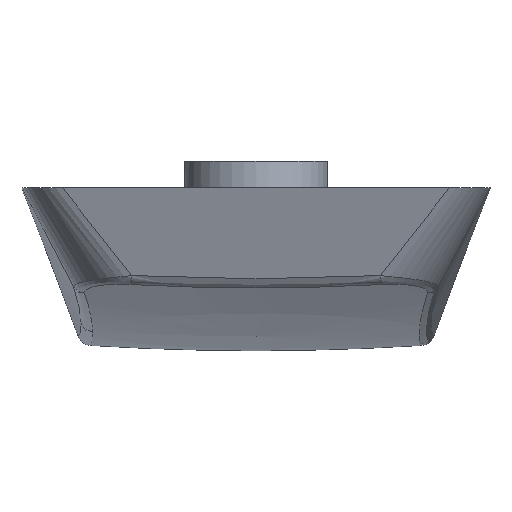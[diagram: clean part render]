
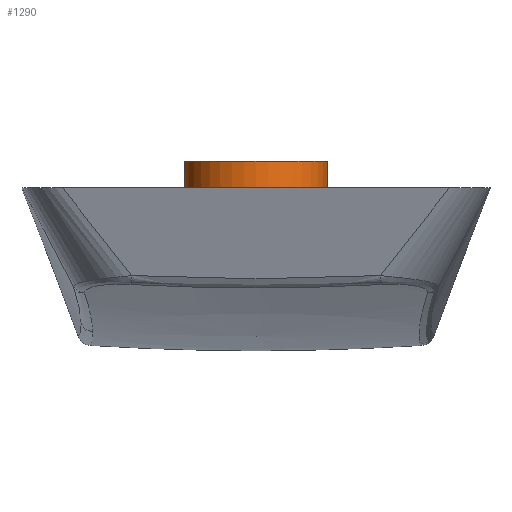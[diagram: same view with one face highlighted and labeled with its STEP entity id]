
A CAD part, top view. The second image highlights one B-rep face of the part: STEP entity #1290.
In plain terms, the highlighted cylindrical face has radius 2.65 mm (diameter 5.3 mm), a full revolution.
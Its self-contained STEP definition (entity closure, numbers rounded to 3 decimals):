
#32 = PLANE('',#33);
#33 = AXIS2_PLACEMENT_3D('',#34,#35,#36);
#34 = CARTESIAN_POINT('',(0.,-3.1,0.));
#35 = DIRECTION('',(-0.105,-0.995,0.));
#36 = DIRECTION('',(-0.995,0.105,0.));
#202 = VERTEX_POINT('',#203);
#203 = CARTESIAN_POINT('',(-2.228,-2.866,1.434
    ));
#217 = PLANE('',#218);
#218 = AXIS2_PLACEMENT_3D('',#219,#220,#221);
#219 = CARTESIAN_POINT('',(-2.25,-3.717,-6.66));
#220 = DIRECTION('',(0.,-0.995,0.105));
#221 = DIRECTION('',(1.,0.,0.));
#229 = EDGE_CURVE('',#202,#230,#232,.T.);
#230 = VERTEX_POINT('',#231);
#231 = CARTESIAN_POINT('',(1.434,-3.251,-2.228
    ));
#232 = SURFACE_CURVE('',#233,(#238,#245),.PCURVE_S1.);
#233 = ELLIPSE('',#234,2.665,2.65);
#234 = AXIS2_PLACEMENT_3D('',#235,#236,#237);
#235 = CARTESIAN_POINT('',(0.,-3.1,0.));
#236 = DIRECTION('',(-0.105,-0.995,0.)
  );
#237 = DIRECTION('',(-0.995,0.105,0.)
  );
#238 = PCURVE('',#32,#239);
#239 = DEFINITIONAL_REPRESENTATION('',(#240),#244);
#240 = ELLIPSE('',#241,2.665,2.65);
#241 = AXIS2_PLACEMENT_2D('',#242,#243);
#242 = CARTESIAN_POINT('',(0.,0.));
#243 = DIRECTION('',(1.,0.));
#244 = ( GEOMETRIC_REPRESENTATION_CONTEXT(2) 
PARAMETRIC_REPRESENTATION_CONTEXT() REPRESENTATION_CONTEXT('2D SPACE',''
  ) );
#245 = PCURVE('',#246,#251);
#246 = CYLINDRICAL_SURFACE('',#247,2.65);
#247 = AXIS2_PLACEMENT_3D('',#248,#249,#250);
#248 = CARTESIAN_POINT('',(0.,1.,0.));
#249 = DIRECTION('',(0.,1.,0.));
#250 = DIRECTION('',(0.,0.,1.));
#251 = DEFINITIONAL_REPRESENTATION('',(#252),#269);
#252 = B_SPLINE_CURVE_WITH_KNOTS('',8,(#253,#254,#255,#256,#257,#258,
    #259,#260,#261,#262,#263,#264,#265,#266,#267,#268),.UNSPECIFIED.,.F.
  ,.F.,(9,7,9),(4.712,7.854,10.996),
  .UNSPECIFIED.);
#253 = CARTESIAN_POINT('',(0.,-4.1));
#254 = CARTESIAN_POINT('',(-0.393,-3.991));
#255 = CARTESIAN_POINT('',(-0.785,-3.881));
#256 = CARTESIAN_POINT('',(-1.178,-3.798));
#257 = CARTESIAN_POINT('',(-1.571,-3.765));
#258 = CARTESIAN_POINT('',(-1.963,-3.798));
#259 = CARTESIAN_POINT('',(-2.356,-3.881));
#260 = CARTESIAN_POINT('',(-2.749,-3.991));
#261 = CARTESIAN_POINT('',(-3.534,-4.209));
#262 = CARTESIAN_POINT('',(-3.927,-4.319));
#263 = CARTESIAN_POINT('',(-4.32,-4.402));
#264 = CARTESIAN_POINT('',(-4.712,-4.435));
#265 = CARTESIAN_POINT('',(-5.105,-4.402));
#266 = CARTESIAN_POINT('',(-5.498,-4.319));
#267 = CARTESIAN_POINT('',(-5.89,-4.209));
#268 = CARTESIAN_POINT('',(-6.283,-4.1));
#269 = ( GEOMETRIC_REPRESENTATION_CONTEXT(2) 
PARAMETRIC_REPRESENTATION_CONTEXT() REPRESENTATION_CONTEXT('2D SPACE',''
  ) );
#1085 = EDGE_CURVE('',#1086,#202,#1088,.T.);
#1086 = VERTEX_POINT('',#1087);
#1087 = CARTESIAN_POINT('',(0.,-2.738,2.65));
#1088 = SURFACE_CURVE('',#1089,(#1094,#1101),.PCURVE_S1.);
#1089 = ELLIPSE('',#1090,2.665,2.65);
#1090 = AXIS2_PLACEMENT_3D('',#1091,#1092,#1093);
#1091 = CARTESIAN_POINT('',(0.,-3.017,0.));
#1092 = DIRECTION('',(0.,-0.995,0.105));
#1093 = DIRECTION('',(0.,0.105,0.995));
#1094 = PCURVE('',#217,#1095);
#1095 = DEFINITIONAL_REPRESENTATION('',(#1096),#1100);
#1096 = ELLIPSE('',#1097,2.665,2.65);
#1097 = AXIS2_PLACEMENT_2D('',#1098,#1099);
#1098 = CARTESIAN_POINT('',(2.25,6.697));
#1099 = DIRECTION('',(0.,1.));
#1100 = ( GEOMETRIC_REPRESENTATION_CONTEXT(2) 
PARAMETRIC_REPRESENTATION_CONTEXT() REPRESENTATION_CONTEXT('2D SPACE',''
  ) );
#1101 = PCURVE('',#246,#1102);
#1102 = DEFINITIONAL_REPRESENTATION('',(#1103),#1127);
#1103 = B_SPLINE_CURVE_WITH_KNOTS('',8,(#1104,#1105,#1106,#1107,#1108,
    #1109,#1110,#1111,#1112,#1113,#1114,#1115,#1116,#1117,#1118,#1119,
    #1120,#1121,#1122,#1123,#1124,#1125,#1126),.UNSPECIFIED.,.F.,.F.,(9,
    7,7,9),(0.,1.571,3.927,6.283),
  .UNSPECIFIED.);
#1104 = CARTESIAN_POINT('',(0.,-3.738));
#1105 = CARTESIAN_POINT('',(-0.196,-3.738));
#1106 = CARTESIAN_POINT('',(-0.393,-3.75));
#1107 = CARTESIAN_POINT('',(-0.589,-3.775));
#1108 = CARTESIAN_POINT('',(-0.785,-3.811));
#1109 = CARTESIAN_POINT('',(-0.982,-3.856));
#1110 = CARTESIAN_POINT('',(-1.178,-3.907));
#1111 = CARTESIAN_POINT('',(-1.374,-3.962));
#1112 = CARTESIAN_POINT('',(-1.865,-4.099));
#1113 = CARTESIAN_POINT('',(-2.16,-4.181));
#1114 = CARTESIAN_POINT('',(-2.454,-4.252));
#1115 = CARTESIAN_POINT('',(-2.749,-4.301));
#1116 = CARTESIAN_POINT('',(-3.043,-4.321));
#1117 = CARTESIAN_POINT('',(-3.338,-4.31));
#1118 = CARTESIAN_POINT('',(-3.632,-4.271));
#1119 = CARTESIAN_POINT('',(-4.222,-4.155));
#1120 = CARTESIAN_POINT('',(-4.516,-4.078));
#1121 = CARTESIAN_POINT('',(-4.811,-3.989));
#1122 = CARTESIAN_POINT('',(-5.105,-3.899));
#1123 = CARTESIAN_POINT('',(-5.4,-3.821));
#1124 = CARTESIAN_POINT('',(-5.694,-3.766));
#1125 = CARTESIAN_POINT('',(-5.989,-3.738));
#1126 = CARTESIAN_POINT('',(-6.283,-3.738));
#1127 = ( GEOMETRIC_REPRESENTATION_CONTEXT(2) 
PARAMETRIC_REPRESENTATION_CONTEXT() REPRESENTATION_CONTEXT('2D SPACE',''
  ) );
#1129 = EDGE_CURVE('',#230,#1086,#1130,.T.);
#1130 = SURFACE_CURVE('',#1131,(#1136,#1143),.PCURVE_S1.);
#1131 = ELLIPSE('',#1132,2.665,2.65);
#1132 = AXIS2_PLACEMENT_3D('',#1133,#1134,#1135);
#1133 = CARTESIAN_POINT('',(0.,-3.017,0.));
#1134 = DIRECTION('',(0.,-0.995,0.105));
#1135 = DIRECTION('',(0.,0.105,0.995));
#1136 = PCURVE('',#217,#1137);
#1137 = DEFINITIONAL_REPRESENTATION('',(#1138),#1142);
#1138 = ELLIPSE('',#1139,2.665,2.65);
#1139 = AXIS2_PLACEMENT_2D('',#1140,#1141);
#1140 = CARTESIAN_POINT('',(2.25,6.697));
#1141 = DIRECTION('',(0.,1.));
#1142 = ( GEOMETRIC_REPRESENTATION_CONTEXT(2) 
PARAMETRIC_REPRESENTATION_CONTEXT() REPRESENTATION_CONTEXT('2D SPACE',''
  ) );
#1143 = PCURVE('',#246,#1144);
#1144 = DEFINITIONAL_REPRESENTATION('',(#1145),#1169);
#1145 = B_SPLINE_CURVE_WITH_KNOTS('',8,(#1146,#1147,#1148,#1149,#1150,
    #1151,#1152,#1153,#1154,#1155,#1156,#1157,#1158,#1159,#1160,#1161,
    #1162,#1163,#1164,#1165,#1166,#1167,#1168),.UNSPECIFIED.,.F.,.F.,(9,
    7,7,9),(0.,1.571,3.927,6.283),
  .UNSPECIFIED.);
#1146 = CARTESIAN_POINT('',(0.,-3.738));
#1147 = CARTESIAN_POINT('',(-0.196,-3.738));
#1148 = CARTESIAN_POINT('',(-0.393,-3.75));
#1149 = CARTESIAN_POINT('',(-0.589,-3.775));
#1150 = CARTESIAN_POINT('',(-0.785,-3.811));
#1151 = CARTESIAN_POINT('',(-0.982,-3.856));
#1152 = CARTESIAN_POINT('',(-1.178,-3.907));
#1153 = CARTESIAN_POINT('',(-1.374,-3.962));
#1154 = CARTESIAN_POINT('',(-1.865,-4.099));
#1155 = CARTESIAN_POINT('',(-2.16,-4.181));
#1156 = CARTESIAN_POINT('',(-2.454,-4.252));
#1157 = CARTESIAN_POINT('',(-2.749,-4.301));
#1158 = CARTESIAN_POINT('',(-3.043,-4.321));
#1159 = CARTESIAN_POINT('',(-3.338,-4.31));
#1160 = CARTESIAN_POINT('',(-3.632,-4.271));
#1161 = CARTESIAN_POINT('',(-4.222,-4.155));
#1162 = CARTESIAN_POINT('',(-4.516,-4.078));
#1163 = CARTESIAN_POINT('',(-4.811,-3.989));
#1164 = CARTESIAN_POINT('',(-5.105,-3.899));
#1165 = CARTESIAN_POINT('',(-5.4,-3.821));
#1166 = CARTESIAN_POINT('',(-5.694,-3.766));
#1167 = CARTESIAN_POINT('',(-5.989,-3.738));
#1168 = CARTESIAN_POINT('',(-6.283,-3.738));
#1169 = ( GEOMETRIC_REPRESENTATION_CONTEXT(2) 
PARAMETRIC_REPRESENTATION_CONTEXT() REPRESENTATION_CONTEXT('2D SPACE',''
  ) );
#1290 = ADVANCED_FACE('',(#1291),#246,.T.);
#1291 = FACE_BOUND('',#1292,.F.);
#1292 = EDGE_LOOP('',(#1293,#1316,#1343,#1344,#1345,#1346));
#1293 = ORIENTED_EDGE('',*,*,#1294,.F.);
#1294 = EDGE_CURVE('',#1295,#1086,#1297,.T.);
#1295 = VERTEX_POINT('',#1296);
#1296 = CARTESIAN_POINT('',(0.,1.,2.65));
#1297 = SEAM_CURVE('',#1298,(#1302,#1309),.PCURVE_S1.);
#1298 = LINE('',#1299,#1300);
#1299 = CARTESIAN_POINT('',(0.,1.,2.65));
#1300 = VECTOR('',#1301,1.);
#1301 = DIRECTION('',(0.,-1.,0.));
#1302 = PCURVE('',#246,#1303);
#1303 = DEFINITIONAL_REPRESENTATION('',(#1304),#1308);
#1304 = LINE('',#1305,#1306);
#1305 = CARTESIAN_POINT('',(-6.283,0.));
#1306 = VECTOR('',#1307,1.);
#1307 = DIRECTION('',(-0.,-1.));
#1308 = ( GEOMETRIC_REPRESENTATION_CONTEXT(2) 
PARAMETRIC_REPRESENTATION_CONTEXT() REPRESENTATION_CONTEXT('2D SPACE',''
  ) );
#1309 = PCURVE('',#246,#1310);
#1310 = DEFINITIONAL_REPRESENTATION('',(#1311),#1315);
#1311 = LINE('',#1312,#1313);
#1312 = CARTESIAN_POINT('',(-0.,0.));
#1313 = VECTOR('',#1314,1.);
#1314 = DIRECTION('',(-0.,-1.));
#1315 = ( GEOMETRIC_REPRESENTATION_CONTEXT(2) 
PARAMETRIC_REPRESENTATION_CONTEXT() REPRESENTATION_CONTEXT('2D SPACE',''
  ) );
#1316 = ORIENTED_EDGE('',*,*,#1317,.F.);
#1317 = EDGE_CURVE('',#1295,#1295,#1318,.T.);
#1318 = SURFACE_CURVE('',#1319,(#1324,#1331),.PCURVE_S1.);
#1319 = CIRCLE('',#1320,2.65);
#1320 = AXIS2_PLACEMENT_3D('',#1321,#1322,#1323);
#1321 = CARTESIAN_POINT('',(0.,1.,0.));
#1322 = DIRECTION('',(0.,-1.,0.));
#1323 = DIRECTION('',(0.,0.,1.));
#1324 = PCURVE('',#246,#1325);
#1325 = DEFINITIONAL_REPRESENTATION('',(#1326),#1330);
#1326 = LINE('',#1327,#1328);
#1327 = CARTESIAN_POINT('',(-0.,0.));
#1328 = VECTOR('',#1329,1.);
#1329 = DIRECTION('',(-1.,0.));
#1330 = ( GEOMETRIC_REPRESENTATION_CONTEXT(2) 
PARAMETRIC_REPRESENTATION_CONTEXT() REPRESENTATION_CONTEXT('2D SPACE',''
  ) );
#1331 = PCURVE('',#1332,#1337);
#1332 = PLANE('',#1333);
#1333 = AXIS2_PLACEMENT_3D('',#1334,#1335,#1336);
#1334 = CARTESIAN_POINT('',(0.,1.,0.)
  );
#1335 = DIRECTION('',(0.,-1.,0.));
#1336 = DIRECTION('',(0.,0.,1.));
#1337 = DEFINITIONAL_REPRESENTATION('',(#1338),#1342);
#1338 = CIRCLE('',#1339,2.65);
#1339 = AXIS2_PLACEMENT_2D('',#1340,#1341);
#1340 = CARTESIAN_POINT('',(0.,0.));
#1341 = DIRECTION('',(1.,0.));
#1342 = ( GEOMETRIC_REPRESENTATION_CONTEXT(2) 
PARAMETRIC_REPRESENTATION_CONTEXT() REPRESENTATION_CONTEXT('2D SPACE',''
  ) );
#1343 = ORIENTED_EDGE('',*,*,#1294,.T.);
#1344 = ORIENTED_EDGE('',*,*,#1085,.T.);
#1345 = ORIENTED_EDGE('',*,*,#229,.T.);
#1346 = ORIENTED_EDGE('',*,*,#1129,.T.);
